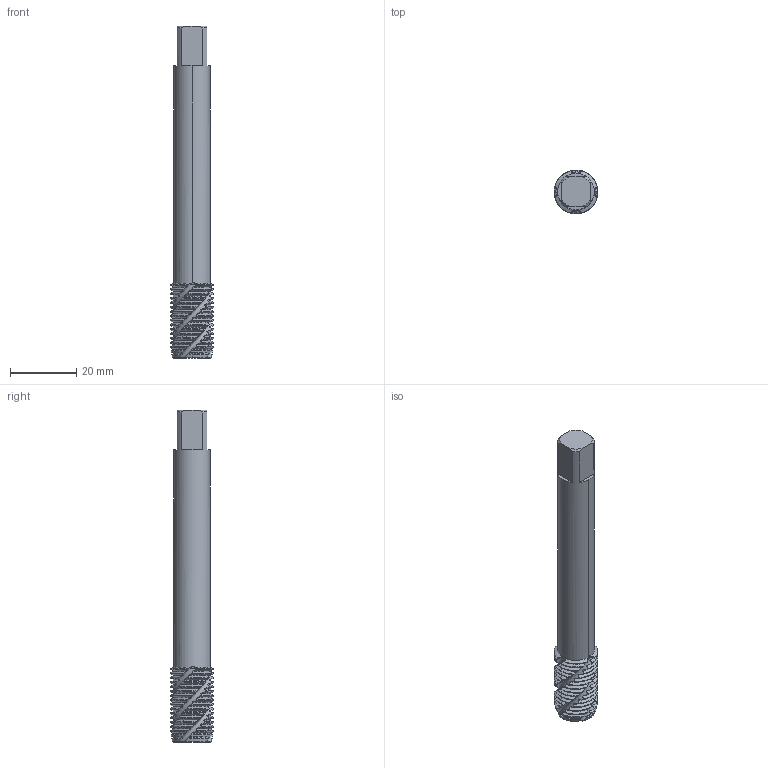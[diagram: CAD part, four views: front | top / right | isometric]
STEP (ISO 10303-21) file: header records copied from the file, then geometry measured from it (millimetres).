
FILE_DESCRIPTION(('no description'),'unknown implementation level');
FILE_NAME('solid93eysqP9EjUPQpYDMZPrVMA_Lw8_1.STP',' ',('CIM GmbH Aachen'),('CADClick - KiM GmbH - www.kimweb.de'),'unknown preprocess','ACIS','unknown authorization');
FILE_SCHEMA(('automotive_design'));
Length unit declared in the file: millimetre
Products named in the file (2): 1; 2
Bounding box: 13.16 x 13.16 x 100 mm (x, y, z)
Volume: 9690.7 mm3; surface area: 5814.9 mm2
Topology: 2 solids, 2 shells, 437 faces, 1255 edges, 822 vertices
Faces by surface type: cone 212, cylinder 196, plane 17, bspline 8, revolution 4
Entity records: 36566 total; most frequent: CARTESIAN_POINT 12025, STYLED_ITEM 2516, PRESENTATION_STYLE_ASSIGNMENT 2516, COLOUR_RGB 2516, ORIENTED_EDGE 2510, DIRECTION 1963, EDGE_CURVE 1255, CURVE_STYLE 1255
